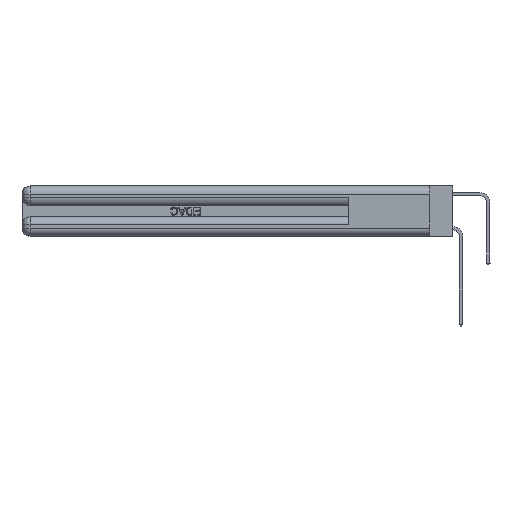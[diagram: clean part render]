
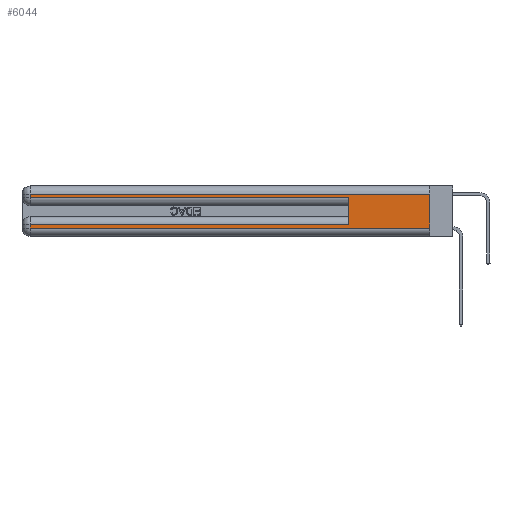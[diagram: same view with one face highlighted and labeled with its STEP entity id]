
A CAD part, left-side view. The second image highlights one B-rep face of the part: STEP entity #6044.
In plain terms, the highlighted planar face has unit normal (-1, 0, 0).
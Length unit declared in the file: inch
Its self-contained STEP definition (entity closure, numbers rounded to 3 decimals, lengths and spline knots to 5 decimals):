
#299 = DIRECTION ( 'NONE',  ( 0., 1., 0. ) ) ;
#3023 = CARTESIAN_POINT ( 'NONE',  ( 0., 0.6, 0.085 ) ) ;
#3557 = AXIS2_PLACEMENT_3D ( 'NONE', #27779, #4880, #30966 ) ;
#3959 = VECTOR ( 'NONE', #299, 39.37008 ) ;
#4377 = VECTOR ( 'NONE', #30544, 39.37008 ) ;
#4580 = LINE ( 'NONE', #10955, #28287 ) ;
#4880 = DIRECTION ( 'NONE',  ( 1., 0., 0. ) ) ;
#5684 = EDGE_CURVE ( 'NONE', #25698, #31673, #8649, .T. ) ;
#6044 = ADVANCED_FACE ( 'NONE', ( #21762 ), #30602, .F. ) ;
#6506 = VERTEX_POINT ( 'NONE', #14225 ) ;
#7135 = CARTESIAN_POINT ( 'NONE',  ( 0., 2.94, 0.06 ) ) ;
#7628 = LINE ( 'NONE', #13460, #4377 ) ;
#8649 = LINE ( 'NONE', #19940, #23659 ) ;
#8766 = CARTESIAN_POINT ( 'NONE',  ( 0., 0.6, 0.145 ) ) ;
#9637 = CARTESIAN_POINT ( 'NONE',  ( 0., 0., 0.31 ) ) ;
#10266 = CARTESIAN_POINT ( 'NONE',  ( 0., 2.94, 0.31 ) ) ;
#10383 = CARTESIAN_POINT ( 'NONE',  ( 0., 0.6, 0.285 ) ) ;
#10591 = DIRECTION ( 'NONE',  ( 0., -1., 0. ) ) ;
#10877 = EDGE_LOOP ( 'NONE', ( #17919, #28877, #14370, #31367, #18188, #21902, #15046, #30334 ) ) ;
#10955 = CARTESIAN_POINT ( 'NONE',  ( 0., 0., 0.285 ) ) ;
#11777 = LINE ( 'NONE', #8766, #32176 ) ;
#11855 = DIRECTION ( 'NONE',  ( 0., 0., -1. ) ) ;
#12349 = EDGE_CURVE ( 'NONE', #34711, #32061, #4580, .T. ) ;
#13166 = LINE ( 'NONE', #24588, #26785 ) ;
#13460 = CARTESIAN_POINT ( 'NONE',  ( 0., 0., 0.06 ) ) ;
#14051 = VERTEX_POINT ( 'NONE', #10266 ) ;
#14194 = EDGE_CURVE ( 'NONE', #16739, #31673, #7628, .T. ) ;
#14225 = CARTESIAN_POINT ( 'NONE',  ( 0., 2.94, 0.085 ) ) ;
#14370 = ORIENTED_EDGE ( 'NONE', *, *, #33992, .T. ) ;
#14914 = LINE ( 'NONE', #9637, #17634 ) ;
#15046 = ORIENTED_EDGE ( 'NONE', *, *, #28399, .T. ) ;
#15143 = CARTESIAN_POINT ( 'NONE',  ( 0., 0., 0.06 ) ) ;
#15300 = VERTEX_POINT ( 'NONE', #3023 ) ;
#15538 = LINE ( 'NONE', #24319, #30157 ) ;
#16739 = VERTEX_POINT ( 'NONE', #7135 ) ;
#17360 = EDGE_CURVE ( 'NONE', #15300, #6506, #33916, .T. ) ;
#17634 = VECTOR ( 'NONE', #26335, 39.37008 ) ;
#17919 = ORIENTED_EDGE ( 'NONE', *, *, #5684, .F. ) ;
#18188 = ORIENTED_EDGE ( 'NONE', *, *, #19903, .F. ) ;
#19903 = EDGE_CURVE ( 'NONE', #15300, #32061, #11777, .T. ) ;
#19940 = CARTESIAN_POINT ( 'NONE',  ( 0., 0., 0.37 ) ) ;
#20247 = DIRECTION ( 'NONE',  ( 0., 0., 1. ) ) ;
#21762 = FACE_OUTER_BOUND ( 'NONE', #10877, .T. ) ;
#21902 = ORIENTED_EDGE ( 'NONE', *, *, #17360, .T. ) ;
#22211 = CARTESIAN_POINT ( 'NONE',  ( 0., 0., 0.31 ) ) ;
#23659 = VECTOR ( 'NONE', #11855, 39.37008 ) ;
#23665 = CARTESIAN_POINT ( 'NONE',  ( 0., 2.94, 0.285 ) ) ;
#24319 = CARTESIAN_POINT ( 'NONE',  ( 0., 2.94, 0.37 ) ) ;
#24588 = CARTESIAN_POINT ( 'NONE',  ( 0., 2.94, 0.37 ) ) ;
#25698 = VERTEX_POINT ( 'NONE', #22211 ) ;
#26335 = DIRECTION ( 'NONE',  ( 0., 1., 0. ) ) ;
#26785 = VECTOR ( 'NONE', #36027, 39.37008 ) ;
#27779 = CARTESIAN_POINT ( 'NONE',  ( 0., 0., 0.37 ) ) ;
#28287 = VECTOR ( 'NONE', #10591, 39.37008 ) ;
#28399 = EDGE_CURVE ( 'NONE', #6506, #16739, #15538, .T. ) ;
#28660 = CARTESIAN_POINT ( 'NONE',  ( 0., 0., 0.085 ) ) ;
#28877 = ORIENTED_EDGE ( 'NONE', *, *, #30859, .T. ) ;
#30157 = VECTOR ( 'NONE', #35397, 39.37008 ) ;
#30334 = ORIENTED_EDGE ( 'NONE', *, *, #14194, .T. ) ;
#30544 = DIRECTION ( 'NONE',  ( 0., -1., 0. ) ) ;
#30602 = PLANE ( 'NONE',  #3557 ) ;
#30859 = EDGE_CURVE ( 'NONE', #25698, #14051, #14914, .T. ) ;
#30966 = DIRECTION ( 'NONE',  ( 0., 0., -1. ) ) ;
#31367 = ORIENTED_EDGE ( 'NONE', *, *, #12349, .T. ) ;
#31673 = VERTEX_POINT ( 'NONE', #15143 ) ;
#32061 = VERTEX_POINT ( 'NONE', #10383 ) ;
#32176 = VECTOR ( 'NONE', #20247, 39.37008 ) ;
#33916 = LINE ( 'NONE', #28660, #3959 ) ;
#33992 = EDGE_CURVE ( 'NONE', #14051, #34711, #13166, .T. ) ;
#34711 = VERTEX_POINT ( 'NONE', #23665 ) ;
#35397 = DIRECTION ( 'NONE',  ( 0., 0., -1. ) ) ;
#36027 = DIRECTION ( 'NONE',  ( 0., 0., -1. ) ) ;
